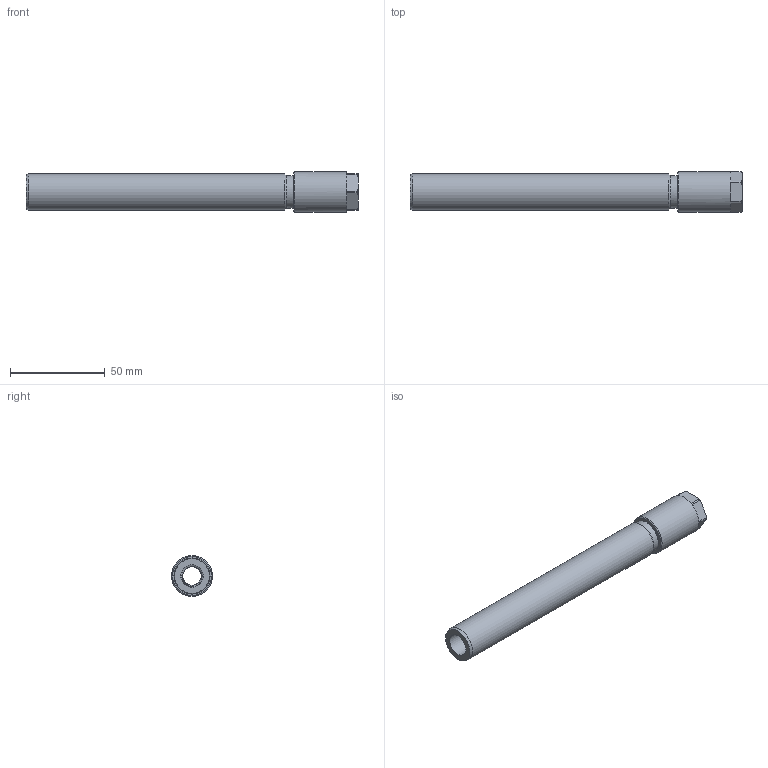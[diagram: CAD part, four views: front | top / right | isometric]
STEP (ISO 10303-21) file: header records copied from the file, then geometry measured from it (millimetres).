
FILE_DESCRIPTION(/* description */ (''),/* implementation_level */ '2;1');
FILE_NAME(/* name */ 'S075-DA200-0709.step',/* time_stamp */ '2024-01-03T13:18:43-06:00',/* author */ (''),/* organization */ (''),/* preprocessor_version */ 'ST-DEVELOPER v20',/* originating_system */ 'Autodesk Translation Framework v12.9.0.99',/* authorisation */ '');
FILE_SCHEMA (('AUTOMOTIVE_DESIGN { 1 0 10303 214 3 1 1 }'));
Length unit declared in the file: millimetre
Products named in the file (1): S075-DA200-0709
Bounding box: 175.2 x 21.46 x 21.46 mm (x, y, z)
Volume: 34197.1 mm3; surface area: 22669.5 mm2
Topology: 2 solids, 2 shells, 200 faces, 561 edges, 368 vertices
Faces by surface type: cylinder 152, plane 25, torus 9, cone 8, bspline 6
Full cylindrical faces by diameter (mm): 9.804 x1, 9.837 x35, 10 x1, 11.113 x39, 11.813 x1, 12.421 x1, 15.778 x1, 15.857 x1, 15.951 x8, 16.182 x11, 17.361 x10, 17.434 x1, 17.462 x11, 19.04 x1, 21.463 x1
Entity records: 20279 total; most frequent: CARTESIAN_POINT 15656, ORIENTED_EDGE 1122, DIRECTION 711, EDGE_CURVE 561, VERTEX_POINT 368, B_SPLINE_CURVE_WITH_KNOTS 310, AXIS2_PLACEMENT_3D 265, EDGE_LOOP 207
